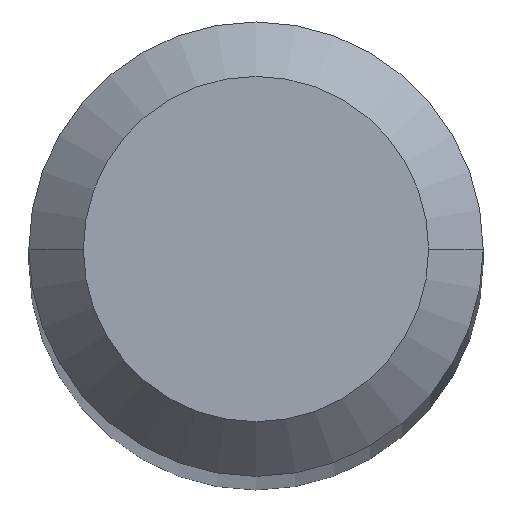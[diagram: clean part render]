
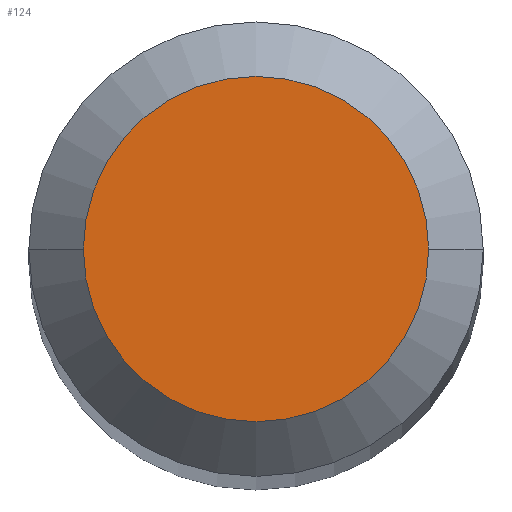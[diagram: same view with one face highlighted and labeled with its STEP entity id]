
A CAD part, top view. The second image highlights one B-rep face of the part: STEP entity #124.
In plain terms, the highlighted planar face has unit normal (0, 0, 1).
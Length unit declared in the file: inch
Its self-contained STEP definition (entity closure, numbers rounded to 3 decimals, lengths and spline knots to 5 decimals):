
#20 = VERTEX_POINT ( 'NONE', #114 ) ;
#26 = DIRECTION ( 'NONE',  ( -1., 0., 0. ) ) ;
#28 = AXIS2_PLACEMENT_3D ( 'NONE', #320, #106, #66 ) ;
#30 = FACE_OUTER_BOUND ( 'NONE', #210, .T. ) ;
#58 = DIRECTION ( 'NONE',  ( 0., 0., -1. ) ) ;
#66 = DIRECTION ( 'NONE',  ( 1., 0., 0. ) ) ;
#75 = CIRCLE ( 'NONE', #28, 0.0475 ) ;
#92 = CARTESIAN_POINT ( 'NONE',  ( 0., 0.0475, 0. ) ) ;
#99 = PLANE ( 'NONE',  #318 ) ;
#106 = DIRECTION ( 'NONE',  ( 0., 0., 1. ) ) ;
#114 = CARTESIAN_POINT ( 'NONE',  ( 0.0475, 0., 0. ) ) ;
#119 = ORIENTED_EDGE ( 'NONE', *, *, #367, .T. ) ;
#124 = ADVANCED_FACE ( 'NONE', ( #30 ), #99, .F. ) ;
#171 = CIRCLE ( 'NONE', #280, 0.0475 ) ;
#210 = EDGE_LOOP ( 'NONE', ( #119, #266 ) ) ;
#231 = CARTESIAN_POINT ( 'NONE',  ( -0.0475, 0., 0. ) ) ;
#250 = DIRECTION ( 'NONE',  ( 1., 0., 0. ) ) ;
#266 = ORIENTED_EDGE ( 'NONE', *, *, #293, .T. ) ;
#280 = AXIS2_PLACEMENT_3D ( 'NONE', #433, #399, #250 ) ;
#293 = EDGE_CURVE ( 'NONE', #20, #439, #171, .T. ) ;
#318 = AXIS2_PLACEMENT_3D ( 'NONE', #92, #58, #26 ) ;
#320 = CARTESIAN_POINT ( 'NONE',  ( 0., 0., 0. ) ) ;
#367 = EDGE_CURVE ( 'NONE', #439, #20, #75, .T. ) ;
#399 = DIRECTION ( 'NONE',  ( 0., 0., 1. ) ) ;
#433 = CARTESIAN_POINT ( 'NONE',  ( 0., 0., 0. ) ) ;
#439 = VERTEX_POINT ( 'NONE', #231 ) ;
